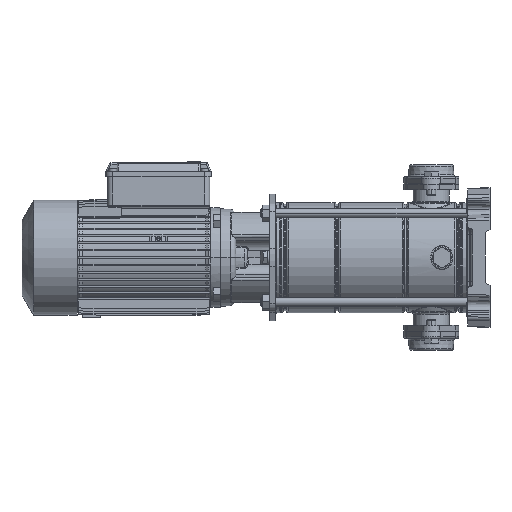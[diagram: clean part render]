
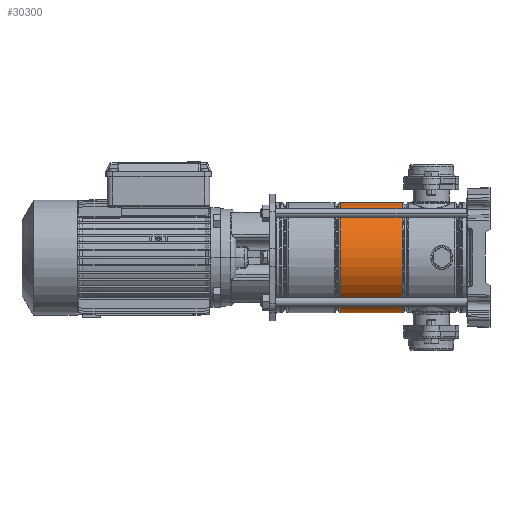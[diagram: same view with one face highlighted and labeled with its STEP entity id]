
A CAD part, left-side view. The second image highlights one B-rep face of the part: STEP entity #30300.
In plain terms, the highlighted cylindrical face has radius 74.9 mm (diameter 149.8 mm), a partial arc.
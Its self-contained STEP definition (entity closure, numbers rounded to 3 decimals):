
#721 = DIRECTION ( 'NONE',  ( 1., 0., 0. ) ) ;
#1256 = EDGE_CURVE ( 'NONE', #8259, #38129, #11561, .T. ) ;
#1442 = DIRECTION ( 'NONE',  ( 0., 0., -1. ) ) ;
#3307 = EDGE_CURVE ( 'NONE', #60323, #55179, #51226, .T. ) ;
#6662 = CARTESIAN_POINT ( 'NONE',  ( 0., 0., 86.779 ) ) ;
#7683 = CARTESIAN_POINT ( 'NONE',  ( -74.9, 0., 171.221 ) ) ;
#8259 = VERTEX_POINT ( 'NONE', #35816 ) ;
#9221 = CYLINDRICAL_SURFACE ( 'NONE', #32342, 74.9 ) ;
#11561 = LINE ( 'NONE', #56993, #37199 ) ;
#12217 = DIRECTION ( 'NONE',  ( 0., 0., -1. ) ) ;
#19763 = FACE_OUTER_BOUND ( 'NONE', #56625, .T. ) ;
#20499 = AXIS2_PLACEMENT_3D ( 'NONE', #6662, #21837, #721 ) ;
#20937 = DIRECTION ( 'NONE',  ( 0., 0., -1. ) ) ;
#21837 = DIRECTION ( 'NONE',  ( 0., 0., 1. ) ) ;
#21902 = CARTESIAN_POINT ( 'NONE',  ( 0., 0., 171.221 ) ) ;
#28105 = CARTESIAN_POINT ( 'NONE',  ( 74.9, 0., 86.779 ) ) ;
#30300 = ADVANCED_FACE ( 'NONE', ( #19763 ), #9221, .T. ) ;
#31888 = CARTESIAN_POINT ( 'NONE',  ( -74.9, 0., 86.779 ) ) ;
#32342 = AXIS2_PLACEMENT_3D ( 'NONE', #49394, #39830, #59283 ) ;
#35816 = CARTESIAN_POINT ( 'NONE',  ( 74.9, 0., 171.221 ) ) ;
#35965 = ORIENTED_EDGE ( 'NONE', *, *, #1256, .T. ) ;
#37199 = VECTOR ( 'NONE', #12217, 1000. ) ;
#37984 = DIRECTION ( 'NONE',  ( 1., 0., 0. ) ) ;
#38129 = VERTEX_POINT ( 'NONE', #28105 ) ;
#39830 = DIRECTION ( 'NONE',  ( 0., 0., -1. ) ) ;
#40747 = VECTOR ( 'NONE', #20937, 1000. ) ;
#42099 = ORIENTED_EDGE ( 'NONE', *, *, #3307, .F. ) ;
#42777 = CIRCLE ( 'NONE', #60657, 74.9 ) ;
#46265 = EDGE_CURVE ( 'NONE', #38129, #55179, #61536, .T. ) ;
#49394 = CARTESIAN_POINT ( 'NONE',  ( 0., 0., 0. ) ) ;
#51226 = LINE ( 'NONE', #57140, #40747 ) ;
#52740 = EDGE_CURVE ( 'NONE', #60323, #8259, #42777, .T. ) ;
#55179 = VERTEX_POINT ( 'NONE', #31888 ) ;
#56625 = EDGE_LOOP ( 'NONE', ( #60885, #35965, #56927, #42099 ) ) ;
#56927 = ORIENTED_EDGE ( 'NONE', *, *, #46265, .T. ) ;
#56993 = CARTESIAN_POINT ( 'NONE',  ( 74.9, 0., 0. ) ) ;
#57140 = CARTESIAN_POINT ( 'NONE',  ( -74.9, 0., 0. ) ) ;
#59283 = DIRECTION ( 'NONE',  ( -1., 0., 0. ) ) ;
#60323 = VERTEX_POINT ( 'NONE', #7683 ) ;
#60657 = AXIS2_PLACEMENT_3D ( 'NONE', #21902, #1442, #37984 ) ;
#60885 = ORIENTED_EDGE ( 'NONE', *, *, #52740, .T. ) ;
#61536 = CIRCLE ( 'NONE', #20499, 74.9 ) ;
